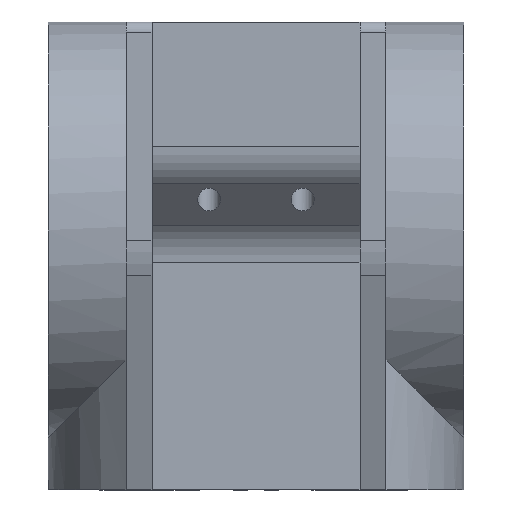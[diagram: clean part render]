
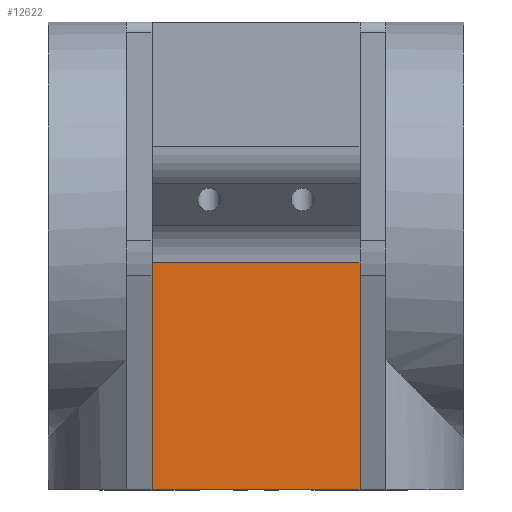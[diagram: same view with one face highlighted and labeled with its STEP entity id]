
A CAD part, front view. The second image highlights one B-rep face of the part: STEP entity #12622.
In plain terms, the highlighted planar face has unit normal (0, -1, 0).
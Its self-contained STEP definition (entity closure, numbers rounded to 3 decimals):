
#1843 = PLANE('',#1844);
#1844 = AXIS2_PLACEMENT_3D('',#1845,#1846,#1847);
#1845 = CARTESIAN_POINT('',(10.,-13.,-3.142));
#1846 = DIRECTION('',(1.,0.,0.));
#1847 = DIRECTION('',(0.,0.,1.));
#1899 = PLANE('',#1900);
#1900 = AXIS2_PLACEMENT_3D('',#1901,#1902,#1903);
#1901 = CARTESIAN_POINT('',(-10.,-13.,-3.142));
#1902 = DIRECTION('',(1.,0.,0.));
#1903 = DIRECTION('',(0.,0.,1.));
#8084 = EDGE_CURVE('',#8085,#8087,#8089,.T.);
#8085 = VERTEX_POINT('',#8086);
#8086 = CARTESIAN_POINT('',(-10.,-13.,-3.142));
#8087 = VERTEX_POINT('',#8088);
#8088 = CARTESIAN_POINT('',(-10.,-13.,-7.31));
#8089 = SURFACE_CURVE('',#8090,(#8094,#8101),.PCURVE_S1.);
#8090 = LINE('',#8091,#8092);
#8091 = CARTESIAN_POINT('',(-10.,-13.,-3.142));
#8092 = VECTOR('',#8093,1.);
#8093 = DIRECTION('',(0.,0.,-1.));
#8094 = PCURVE('',#1899,#8095);
#8095 = DEFINITIONAL_REPRESENTATION('',(#8096),#8100);
#8096 = LINE('',#8097,#8098);
#8097 = CARTESIAN_POINT('',(0.,0.));
#8098 = VECTOR('',#8099,1.);
#8099 = DIRECTION('',(-1.,0.));
#8100 = ( GEOMETRIC_REPRESENTATION_CONTEXT(2) 
PARAMETRIC_REPRESENTATION_CONTEXT() REPRESENTATION_CONTEXT('2D SPACE',''
  ) );
#8101 = PCURVE('',#8102,#8107);
#8102 = PLANE('',#8103);
#8103 = AXIS2_PLACEMENT_3D('',#8104,#8105,#8106);
#8104 = CARTESIAN_POINT('',(-10.,-13.,-3.142));
#8105 = DIRECTION('',(0.,1.,0.));
#8106 = DIRECTION('',(0.,0.,-1.));
#8107 = DEFINITIONAL_REPRESENTATION('',(#8108),#8112);
#8108 = LINE('',#8109,#8110);
#8109 = CARTESIAN_POINT('',(0.,0.));
#8110 = VECTOR('',#8111,1.);
#8111 = DIRECTION('',(1.,0.));
#8112 = ( GEOMETRIC_REPRESENTATION_CONTEXT(2) 
PARAMETRIC_REPRESENTATION_CONTEXT() REPRESENTATION_CONTEXT('2D SPACE',''
  ) );
#8131 = CYLINDRICAL_SURFACE('',#8132,5.);
#8132 = AXIS2_PLACEMENT_3D('',#8133,#8134,#8135);
#8133 = CARTESIAN_POINT('',(-10.,-18.,-3.142));
#8134 = DIRECTION('',(-1.,0.,0.));
#8135 = DIRECTION('',(0.,1.,0.));
#8317 = VERTEX_POINT('',#8318);
#8318 = CARTESIAN_POINT('',(-10.,-13.,-25.));
#8332 = PLANE('',#8333);
#8333 = AXIS2_PLACEMENT_3D('',#8334,#8335,#8336);
#8334 = CARTESIAN_POINT('',(-12.5,-20.,-25.));
#8335 = DIRECTION('',(0.,0.,1.));
#8336 = DIRECTION('',(0.,1.,0.));
#8344 = EDGE_CURVE('',#8345,#8317,#8347,.T.);
#8345 = VERTEX_POINT('',#8346);
#8346 = CARTESIAN_POINT('',(-10.,-13.,-8.69));
#8347 = SURFACE_CURVE('',#8348,(#8352,#8359),.PCURVE_S1.);
#8348 = LINE('',#8349,#8350);
#8349 = CARTESIAN_POINT('',(-10.,-13.,-3.142));
#8350 = VECTOR('',#8351,1.);
#8351 = DIRECTION('',(0.,0.,-1.));
#8352 = PCURVE('',#1899,#8353);
#8353 = DEFINITIONAL_REPRESENTATION('',(#8354),#8358);
#8354 = LINE('',#8355,#8356);
#8355 = CARTESIAN_POINT('',(0.,0.));
#8356 = VECTOR('',#8357,1.);
#8357 = DIRECTION('',(-1.,0.));
#8358 = ( GEOMETRIC_REPRESENTATION_CONTEXT(2) 
PARAMETRIC_REPRESENTATION_CONTEXT() REPRESENTATION_CONTEXT('2D SPACE',''
  ) );
#8359 = PCURVE('',#8102,#8360);
#8360 = DEFINITIONAL_REPRESENTATION('',(#8361),#8365);
#8361 = LINE('',#8362,#8363);
#8362 = CARTESIAN_POINT('',(0.,0.));
#8363 = VECTOR('',#8364,1.);
#8364 = DIRECTION('',(1.,0.));
#8365 = ( GEOMETRIC_REPRESENTATION_CONTEXT(2) 
PARAMETRIC_REPRESENTATION_CONTEXT() REPRESENTATION_CONTEXT('2D SPACE',''
  ) );
#8679 = EDGE_CURVE('',#8680,#8682,#8684,.T.);
#8680 = VERTEX_POINT('',#8681);
#8681 = CARTESIAN_POINT('',(10.,-13.,-3.142));
#8682 = VERTEX_POINT('',#8683);
#8683 = CARTESIAN_POINT('',(10.,-13.,-7.31));
#8684 = SURFACE_CURVE('',#8685,(#8689,#8696),.PCURVE_S1.);
#8685 = LINE('',#8686,#8687);
#8686 = CARTESIAN_POINT('',(10.,-13.,-3.142));
#8687 = VECTOR('',#8688,1.);
#8688 = DIRECTION('',(0.,0.,-1.));
#8689 = PCURVE('',#1843,#8690);
#8690 = DEFINITIONAL_REPRESENTATION('',(#8691),#8695);
#8691 = LINE('',#8692,#8693);
#8692 = CARTESIAN_POINT('',(0.,0.));
#8693 = VECTOR('',#8694,1.);
#8694 = DIRECTION('',(-1.,0.));
#8695 = ( GEOMETRIC_REPRESENTATION_CONTEXT(2) 
PARAMETRIC_REPRESENTATION_CONTEXT() REPRESENTATION_CONTEXT('2D SPACE',''
  ) );
#8696 = PCURVE('',#8102,#8697);
#8697 = DEFINITIONAL_REPRESENTATION('',(#8698),#8702);
#8698 = LINE('',#8699,#8700);
#8699 = CARTESIAN_POINT('',(0.,-20.));
#8700 = VECTOR('',#8701,1.);
#8701 = DIRECTION('',(1.,0.));
#8702 = ( GEOMETRIC_REPRESENTATION_CONTEXT(2) 
PARAMETRIC_REPRESENTATION_CONTEXT() REPRESENTATION_CONTEXT('2D SPACE',''
  ) );
#8897 = VERTEX_POINT('',#8898);
#8898 = CARTESIAN_POINT('',(10.,-13.,-25.));
#8919 = EDGE_CURVE('',#8920,#8897,#8922,.T.);
#8920 = VERTEX_POINT('',#8921);
#8921 = CARTESIAN_POINT('',(10.,-13.,-8.69));
#8922 = SURFACE_CURVE('',#8923,(#8927,#8934),.PCURVE_S1.);
#8923 = LINE('',#8924,#8925);
#8924 = CARTESIAN_POINT('',(10.,-13.,-3.142));
#8925 = VECTOR('',#8926,1.);
#8926 = DIRECTION('',(0.,0.,-1.));
#8927 = PCURVE('',#1843,#8928);
#8928 = DEFINITIONAL_REPRESENTATION('',(#8929),#8933);
#8929 = LINE('',#8930,#8931);
#8930 = CARTESIAN_POINT('',(0.,0.));
#8931 = VECTOR('',#8932,1.);
#8932 = DIRECTION('',(-1.,0.));
#8933 = ( GEOMETRIC_REPRESENTATION_CONTEXT(2) 
PARAMETRIC_REPRESENTATION_CONTEXT() REPRESENTATION_CONTEXT('2D SPACE',''
  ) );
#8934 = PCURVE('',#8102,#8935);
#8935 = DEFINITIONAL_REPRESENTATION('',(#8936),#8940);
#8936 = LINE('',#8937,#8938);
#8937 = CARTESIAN_POINT('',(0.,-20.));
#8938 = VECTOR('',#8939,1.);
#8939 = DIRECTION('',(1.,0.));
#8940 = ( GEOMETRIC_REPRESENTATION_CONTEXT(2) 
PARAMETRIC_REPRESENTATION_CONTEXT() REPRESENTATION_CONTEXT('2D SPACE',''
  ) );
#12622 = ADVANCED_FACE('',(#12623),#8102,.F.);
#12623 = FACE_BOUND('',#12624,.F.);
#12624 = EDGE_LOOP('',(#12625,#12646,#12647,#12673,#12674,#12695,#12696,
    #12722));
#12625 = ORIENTED_EDGE('',*,*,#12626,.T.);
#12626 = EDGE_CURVE('',#8085,#8680,#12627,.T.);
#12627 = SURFACE_CURVE('',#12628,(#12632,#12639),.PCURVE_S1.);
#12628 = LINE('',#12629,#12630);
#12629 = CARTESIAN_POINT('',(-10.,-13.,-3.142));
#12630 = VECTOR('',#12631,1.);
#12631 = DIRECTION('',(1.,0.,0.));
#12632 = PCURVE('',#8102,#12633);
#12633 = DEFINITIONAL_REPRESENTATION('',(#12634),#12638);
#12634 = LINE('',#12635,#12636);
#12635 = CARTESIAN_POINT('',(0.,0.));
#12636 = VECTOR('',#12637,1.);
#12637 = DIRECTION('',(0.,-1.));
#12638 = ( GEOMETRIC_REPRESENTATION_CONTEXT(2) 
PARAMETRIC_REPRESENTATION_CONTEXT() REPRESENTATION_CONTEXT('2D SPACE',''
  ) );
#12639 = PCURVE('',#8131,#12640);
#12640 = DEFINITIONAL_REPRESENTATION('',(#12641),#12645);
#12641 = LINE('',#12642,#12643);
#12642 = CARTESIAN_POINT('',(0.,0.));
#12643 = VECTOR('',#12644,1.);
#12644 = DIRECTION('',(0.,-1.));
#12645 = ( GEOMETRIC_REPRESENTATION_CONTEXT(2) 
PARAMETRIC_REPRESENTATION_CONTEXT() REPRESENTATION_CONTEXT('2D SPACE',''
  ) );
#12646 = ORIENTED_EDGE('',*,*,#8679,.T.);
#12647 = ORIENTED_EDGE('',*,*,#12648,.T.);
#12648 = EDGE_CURVE('',#8682,#8920,#12649,.T.);
#12649 = SURFACE_CURVE('',#12650,(#12654,#12661),.PCURVE_S1.);
#12650 = LINE('',#12651,#12652);
#12651 = CARTESIAN_POINT('',(10.,-13.,-3.142));
#12652 = VECTOR('',#12653,1.);
#12653 = DIRECTION('',(0.,0.,-1.));
#12654 = PCURVE('',#8102,#12655);
#12655 = DEFINITIONAL_REPRESENTATION('',(#12656),#12660);
#12656 = LINE('',#12657,#12658);
#12657 = CARTESIAN_POINT('',(0.,-20.));
#12658 = VECTOR('',#12659,1.);
#12659 = DIRECTION('',(1.,0.));
#12660 = ( GEOMETRIC_REPRESENTATION_CONTEXT(2) 
PARAMETRIC_REPRESENTATION_CONTEXT() REPRESENTATION_CONTEXT('2D SPACE',''
  ) );
#12661 = PCURVE('',#12662,#12667);
#12662 = PLANE('',#12663);
#12663 = AXIS2_PLACEMENT_3D('',#12664,#12665,#12666);
#12664 = CARTESIAN_POINT('',(10.,-12.756,-8.));
#12665 = DIRECTION('',(-1.,0.,0.));
#12666 = DIRECTION('',(0.,0.,-1.));
#12667 = DEFINITIONAL_REPRESENTATION('',(#12668),#12672);
#12668 = LINE('',#12669,#12670);
#12669 = CARTESIAN_POINT('',(-4.858,0.244));
#12670 = VECTOR('',#12671,1.);
#12671 = DIRECTION('',(1.,0.));
#12672 = ( GEOMETRIC_REPRESENTATION_CONTEXT(2) 
PARAMETRIC_REPRESENTATION_CONTEXT() REPRESENTATION_CONTEXT('2D SPACE',''
  ) );
#12673 = ORIENTED_EDGE('',*,*,#8919,.T.);
#12674 = ORIENTED_EDGE('',*,*,#12675,.F.);
#12675 = EDGE_CURVE('',#8317,#8897,#12676,.T.);
#12676 = SURFACE_CURVE('',#12677,(#12681,#12688),.PCURVE_S1.);
#12677 = LINE('',#12678,#12679);
#12678 = CARTESIAN_POINT('',(-10.,-13.,-25.));
#12679 = VECTOR('',#12680,1.);
#12680 = DIRECTION('',(1.,0.,0.));
#12681 = PCURVE('',#8102,#12682);
#12682 = DEFINITIONAL_REPRESENTATION('',(#12683),#12687);
#12683 = LINE('',#12684,#12685);
#12684 = CARTESIAN_POINT('',(21.858,0.));
#12685 = VECTOR('',#12686,1.);
#12686 = DIRECTION('',(0.,-1.));
#12687 = ( GEOMETRIC_REPRESENTATION_CONTEXT(2) 
PARAMETRIC_REPRESENTATION_CONTEXT() REPRESENTATION_CONTEXT('2D SPACE',''
  ) );
#12688 = PCURVE('',#8332,#12689);
#12689 = DEFINITIONAL_REPRESENTATION('',(#12690),#12694);
#12690 = LINE('',#12691,#12692);
#12691 = CARTESIAN_POINT('',(7.,-2.5));
#12692 = VECTOR('',#12693,1.);
#12693 = DIRECTION('',(0.,-1.));
#12694 = ( GEOMETRIC_REPRESENTATION_CONTEXT(2) 
PARAMETRIC_REPRESENTATION_CONTEXT() REPRESENTATION_CONTEXT('2D SPACE',''
  ) );
#12695 = ORIENTED_EDGE('',*,*,#8344,.F.);
#12696 = ORIENTED_EDGE('',*,*,#12697,.F.);
#12697 = EDGE_CURVE('',#8087,#8345,#12698,.T.);
#12698 = SURFACE_CURVE('',#12699,(#12703,#12710),.PCURVE_S1.);
#12699 = LINE('',#12700,#12701);
#12700 = CARTESIAN_POINT('',(-10.,-13.,-3.142));
#12701 = VECTOR('',#12702,1.);
#12702 = DIRECTION('',(0.,0.,-1.));
#12703 = PCURVE('',#8102,#12704);
#12704 = DEFINITIONAL_REPRESENTATION('',(#12705),#12709);
#12705 = LINE('',#12706,#12707);
#12706 = CARTESIAN_POINT('',(0.,0.));
#12707 = VECTOR('',#12708,1.);
#12708 = DIRECTION('',(1.,0.));
#12709 = ( GEOMETRIC_REPRESENTATION_CONTEXT(2) 
PARAMETRIC_REPRESENTATION_CONTEXT() REPRESENTATION_CONTEXT('2D SPACE',''
  ) );
#12710 = PCURVE('',#12711,#12716);
#12711 = PLANE('',#12712);
#12712 = AXIS2_PLACEMENT_3D('',#12713,#12714,#12715);
#12713 = CARTESIAN_POINT('',(-10.,-14.956,-8.));
#12714 = DIRECTION('',(1.,0.,0.));
#12715 = DIRECTION('',(0.,0.,-1.));
#12716 = DEFINITIONAL_REPRESENTATION('',(#12717),#12721);
#12717 = LINE('',#12718,#12719);
#12718 = CARTESIAN_POINT('',(-4.858,1.956));
#12719 = VECTOR('',#12720,1.);
#12720 = DIRECTION('',(1.,0.));
#12721 = ( GEOMETRIC_REPRESENTATION_CONTEXT(2) 
PARAMETRIC_REPRESENTATION_CONTEXT() REPRESENTATION_CONTEXT('2D SPACE',''
  ) );
#12722 = ORIENTED_EDGE('',*,*,#8084,.F.);
